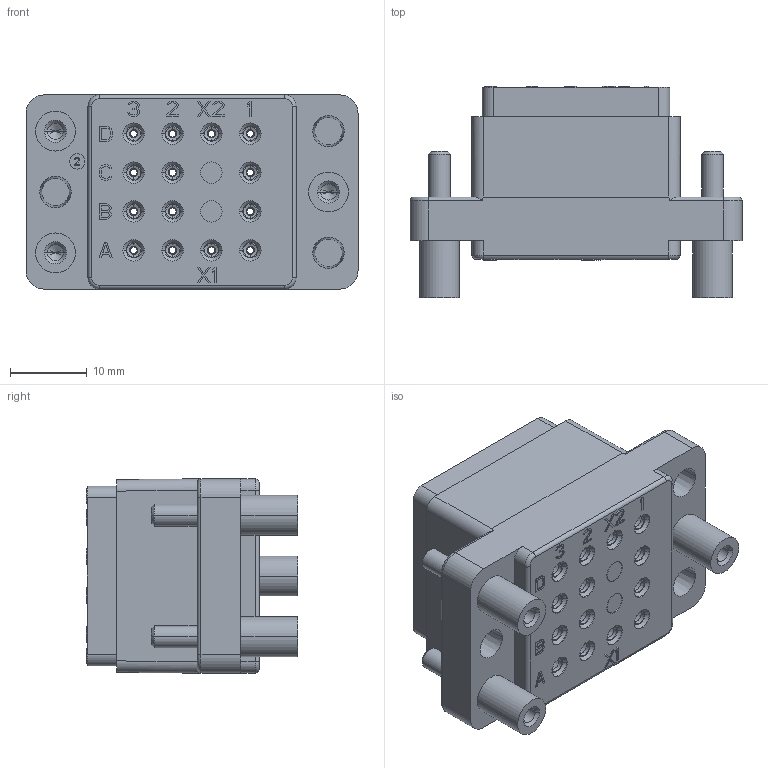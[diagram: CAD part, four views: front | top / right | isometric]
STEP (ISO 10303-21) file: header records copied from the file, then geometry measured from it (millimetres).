
FILE_DESCRIPTION((''),'2;1');
FILE_NAME('00158130102','2020-09-30T',('presta_be4'),(''),'CREO PARAMETRIC BY PTC INC, 2018360','CREO PARAMETRIC BY PTC INC, 2018360','');
FILE_SCHEMA(('CONFIG_CONTROL_DESIGN'));
Products named in the file (1): 00158130102
Bounding box: 43.4 x 27.65 x 25.4 mm (x, y, z)
Volume: 14825.6 mm3; surface area: 11100.1 mm2
Topology: 12 solids, 12 shells, 2240 faces, 5778 edges, 3701 vertices
Faces by surface type: plane 950, cylinder 560, cone 414, torus 316
Entity records: 71218 total; most frequent: CARTESIAN_POINT 17061, ORIENTED_EDGE 11544, DIRECTION 10962, EDGE_CURVE 5772, AXIS2_PLACEMENT_3D 4006, VERTEX_POINT 3701, VECTOR 2950, LINE 2950
